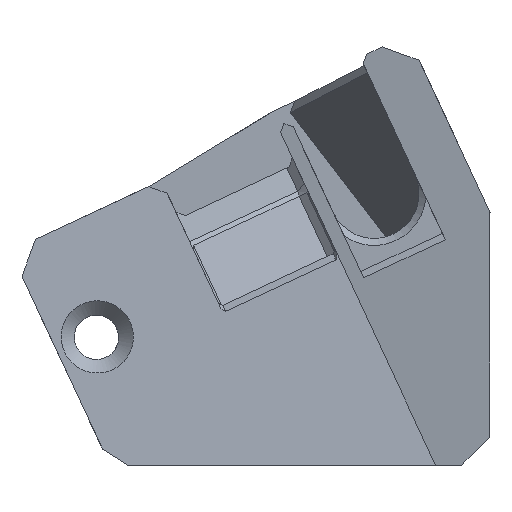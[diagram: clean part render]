
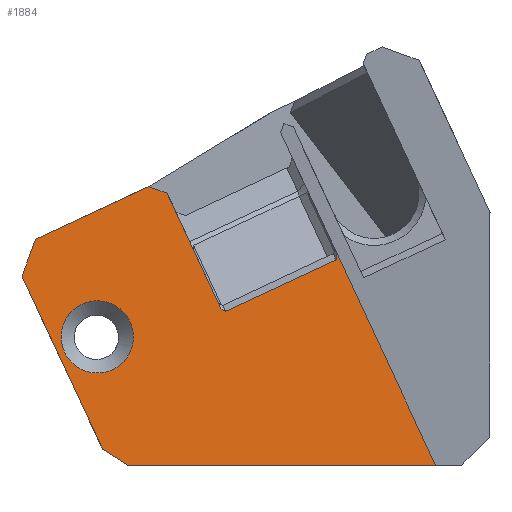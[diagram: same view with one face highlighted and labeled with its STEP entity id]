
A CAD part, front view. The second image highlights one B-rep face of the part: STEP entity #1884.
In plain terms, the highlighted planar face has unit normal (0.064, -0.998, 0.03).
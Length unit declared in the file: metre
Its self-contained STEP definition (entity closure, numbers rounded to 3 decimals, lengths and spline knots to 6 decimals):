
#49=B_SPLINE_CURVE_WITH_KNOTS('',3,(#3621,#3622,#3623,#3624,#3625,#3626,
#3627,#3628,#3629,#3630,#3631,#3632,#3633,#3634,#3635,#3636,#3637,#3638,
#3639),.UNSPECIFIED.,.T.,.F.,(1,1,1,1,1,1,1,1,1,1,1,1,1,1,1,1,1,1,1,1,1,
1,1),(-0.190789,-0.128289,-0.065789,0.,0.059375,
0.121719,0.184211,0.246711,0.309211,0.371711,
0.434211,0.496711,0.559211,0.621711,
0.684211,0.746711,0.809211,0.871711,
0.934211,1.,1.059375,1.121719,1.184211),.UNSPECIFIED.);
#298=ORIENTED_EDGE('',*,*,#800,.T.);
#299=ORIENTED_EDGE('',*,*,#801,.F.);
#300=ORIENTED_EDGE('',*,*,#802,.T.);
#301=ORIENTED_EDGE('',*,*,#803,.T.);
#302=ORIENTED_EDGE('',*,*,#804,.T.);
#303=ORIENTED_EDGE('',*,*,#770,.T.);
#304=ORIENTED_EDGE('',*,*,#805,.T.);
#305=ORIENTED_EDGE('',*,*,#735,.F.);
#306=ORIENTED_EDGE('',*,*,#806,.T.);
#307=ORIENTED_EDGE('',*,*,#746,.T.);
#308=ORIENTED_EDGE('',*,*,#807,.T.);
#309=ORIENTED_EDGE('',*,*,#684,.T.);
#684=EDGE_CURVE('',#954,#955,#1124,.T.);
#735=EDGE_CURVE('',#997,#991,#1164,.T.);
#746=EDGE_CURVE('',#1007,#1006,#1175,.T.);
#770=EDGE_CURVE('',#1026,#1025,#1192,.T.);
#800=EDGE_CURVE('',#1045,#1045,#49,.T.);
#801=EDGE_CURVE('',#977,#955,#1216,.F.);
#802=EDGE_CURVE('',#977,#1046,#1217,.F.);
#803=EDGE_CURVE('',#1046,#1047,#1218,.T.);
#804=EDGE_CURVE('',#1047,#1026,#1219,.F.);
#805=EDGE_CURVE('',#1025,#991,#1220,.T.);
#806=EDGE_CURVE('',#997,#1007,#1221,.T.);
#807=EDGE_CURVE('',#1006,#954,#1222,.F.);
#954=VERTEX_POINT('',#2687);
#955=VERTEX_POINT('',#2688);
#977=VERTEX_POINT('',#2759);
#991=VERTEX_POINT('',#2997);
#997=VERTEX_POINT('',#3009);
#1006=VERTEX_POINT('',#3031);
#1007=VERTEX_POINT('',#3033);
#1025=VERTEX_POINT('',#3138);
#1026=VERTEX_POINT('',#3140);
#1045=VERTEX_POINT('',#3640);
#1046=VERTEX_POINT('',#3643);
#1047=VERTEX_POINT('',#3645);
#1124=LINE('',#2686,#1360);
#1164=LINE('',#3010,#1400);
#1175=LINE('',#3032,#1411);
#1192=LINE('',#3139,#1428);
#1216=LINE('',#3641,#1452);
#1217=LINE('',#3642,#1453);
#1218=LINE('',#3644,#1454);
#1219=LINE('',#3646,#1455);
#1220=LINE('',#3647,#1456);
#1221=LINE('',#3648,#1457);
#1222=LINE('',#3649,#1458);
#1360=VECTOR('',#2157,1.);
#1400=VECTOR('',#2221,1.);
#1411=VECTOR('',#2236,1.);
#1428=VECTOR('',#2267,1.);
#1452=VECTOR('',#2319,1.);
#1453=VECTOR('',#2320,1.);
#1454=VECTOR('',#2321,1.);
#1455=VECTOR('',#2322,1.);
#1456=VECTOR('',#2323,1.);
#1457=VECTOR('',#2324,1.);
#1458=VECTOR('',#2325,1.);
#1574=EDGE_LOOP('',(#298));
#1575=EDGE_LOOP('',(#299,#300,#301,#302,#303,#304,#305,#306,#307,#308,#309));
#1687=FACE_BOUND('',#1574,.T.);
#1688=FACE_BOUND('',#1575,.T.);
#1789=PLANE('',#2010);
#1884=ADVANCED_FACE('',(#1687,#1688),#1789,.F.);
#2010=AXIS2_PLACEMENT_3D('',#3620,#2317,#2318);
#2157=DIRECTION('',(0.998,0.064,0.));
#2221=DIRECTION('',(0.904,0.07,0.422));
#2236=DIRECTION('',(0.423,0.,-0.906));
#2267=DIRECTION('',(-0.423,0.,0.906));
#2317=DIRECTION('',(-0.064,0.998,-0.03));
#2318=DIRECTION('',(0.904,0.07,0.422));
#2319=DIRECTION('',(-0.423,0.,0.906));
#2320=DIRECTION('',(0.178,0.041,0.983));
#2321=DIRECTION('',(-0.904,-0.07,-0.422));
#2322=DIRECTION('',(0.868,0.041,-0.496));
#2323=DIRECTION('',(-0.939,-0.05,0.342));
#2324=DIRECTION('',(-0.342,-0.05,-0.939));
#2325=DIRECTION('',(-0.843,-0.038,0.537));
#2686=CARTESIAN_POINT('',(-0.001482,0.000017,0.));
#2687=CARTESIAN_POINT('',(-0.0011,0.000041,0.));
#2688=CARTESIAN_POINT('',(0.021072,0.00146,0.));
#2759=CARTESIAN_POINT('',(0.013981,0.00146,0.015208));
#2997=CARTESIAN_POINT('',(0.000411,0.000736,0.020056));
#3009=CARTESIAN_POINT('',(-0.007746,0.000101,0.016252));
#3010=CARTESIAN_POINT('',(0.001365,0.000811,0.020501));
#3031=CARTESIAN_POINT('',(-0.002913,-0.00004,0.001155));
#3032=CARTESIAN_POINT('',(-0.005967,-0.00004,0.007704));
#3033=CARTESIAN_POINT('',(-0.008714,-0.00004,0.013595));
#3138=CARTESIAN_POINT('',(0.001739,0.000807,0.019572));
#3139=CARTESIAN_POINT('',(0.005543,0.000807,0.011416));
#3140=CARTESIAN_POINT('',(0.005612,0.000807,0.011267));
#3620=CARTESIAN_POINT('',(0.016251,0.00146,0.01034));
#3621=CARTESIAN_POINT('',(-0.005062,0.000004,0.007235));
#3622=CARTESIAN_POINT('',(-0.005695,-0.000012,0.008069));
#3623=CARTESIAN_POINT('',(-0.005945,0.000002,0.009074));
#3624=CARTESIAN_POINT('',(-0.005816,0.000041,0.010091));
#3625=CARTESIAN_POINT('',(-0.005291,0.000101,0.010984));
#3626=CARTESIAN_POINT('',(-0.004467,0.000173,0.011624));
#3627=CARTESIAN_POINT('',(-0.003463,0.000245,0.011886));
#3628=CARTESIAN_POINT('',(-0.002428,0.000307,0.011754));
#3629=CARTESIAN_POINT('',(-0.001533,0.000349,0.01123));
#3630=CARTESIAN_POINT('',(-0.000893,0.000365,0.010405));
#3631=CARTESIAN_POINT('',(-0.000632,0.000352,0.009401));
#3632=CARTESIAN_POINT('',(-0.000763,0.000313,0.008366));
#3633=CARTESIAN_POINT('',(-0.001288,0.000252,0.007471));
#3634=CARTESIAN_POINT('',(-0.002112,0.000181,0.006832));
#3635=CARTESIAN_POINT('',(-0.003116,0.000109,0.00657));
#3636=CARTESIAN_POINT('',(-0.004151,0.000046,0.006701));
#3637=CARTESIAN_POINT('',(-0.005062,0.000004,0.007235));
#3638=CARTESIAN_POINT('',(-0.005695,-0.000012,0.008069));
#3639=CARTESIAN_POINT('',(-0.005945,0.000002,0.009074));
#3640=CARTESIAN_POINT('',(-0.005646,-0.000007,0.008129));
#3641=CARTESIAN_POINT('',(0.016251,0.00146,0.01034));
#3642=CARTESIAN_POINT('',(0.013201,0.001282,0.0109));
#3643=CARTESIAN_POINT('',(0.0139,0.001441,0.014761));
#3644=CARTESIAN_POINT('',(0.005754,0.000807,0.010962));
#3645=CARTESIAN_POINT('',(0.00597,0.000824,0.011063));
#3646=CARTESIAN_POINT('',(0.014042,0.001203,0.006452));
#3647=CARTESIAN_POINT('',(0.001029,0.000769,0.019831));
#3648=CARTESIAN_POINT('',(-0.00751,0.000136,0.016901));
#3649=CARTESIAN_POINT('',(-0.002466,-0.00002,0.00087));
